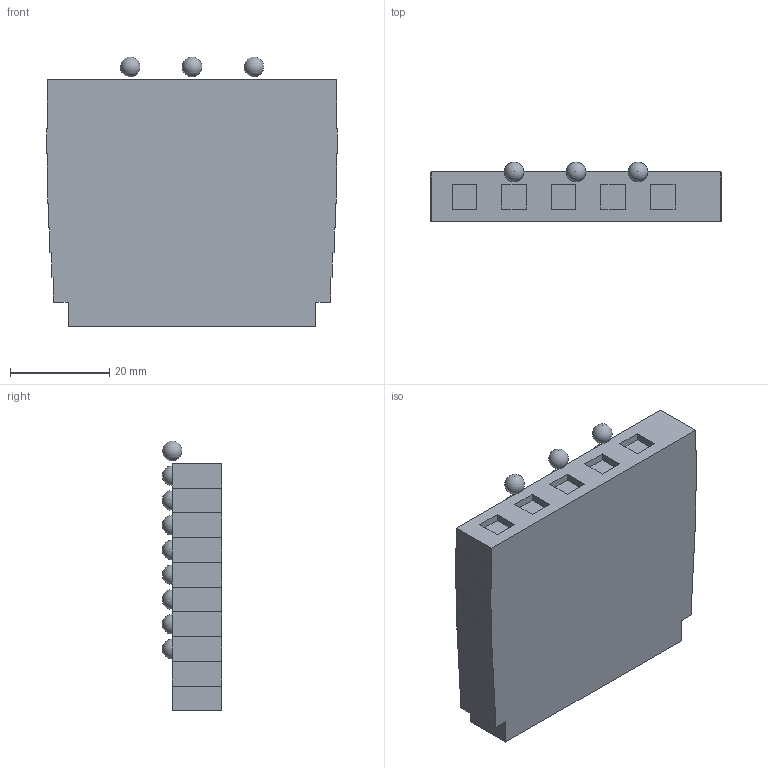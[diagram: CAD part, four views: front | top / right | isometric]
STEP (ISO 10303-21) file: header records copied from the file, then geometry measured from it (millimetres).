
FILE_DESCRIPTION(('Open CASCADE Model'),'2;1');
FILE_NAME('Open CASCADE Shape Model','2024-05-30T00:35:05',('Author'),( 'Open CASCADE'),'Open CASCADE STEP processor 7.7','Open CASCADE 7.7' ,'Unknown');
FILE_SCHEMA(('AUTOMOTIVE_DESIGN { 1 0 10303 214 1 1 1 1 }'));
Length unit declared in the file: millimetre
Products named in the file (5): Open CASCADE STEP translator 7.7 2; Open CASCADE STEP translator 7.7 2.1; Open CASCADE STEP translator 7.7 2.2; Open CASCADE STEP translator 7.7 2.3; Open CASCADE STEP translator 7.7 2.4
Assembly tree (4 placements, depth 2):
  Open CASCADE STEP translator 7.7 2
    Open CASCADE STEP translator 7.7 2.1
    Open CASCADE STEP translator 7.7 2.2
    Open CASCADE STEP translator 7.7 2.3
    Open CASCADE STEP translator 7.7 2.4
Bounding box: 58.56 x 11.99 x 54.5 mm (x, y, z)
Volume: 27322.3 mm3; surface area: 11675.1 mm2
Topology: 4 solids, 44 shells, 334 faces, 765 edges, 494 vertices
Faces by surface type: plane 307, sphere 27
Entity records: 18168 total; most frequent: CARTESIAN_POINT 3098, DIRECTION 2826, LINE 2028, VECTOR 2028, ORIENTED_EDGE 1416, PCURVE 1416, DEFINITIONAL_REPRESENTATION 1416, EDGE_CURVE 708
